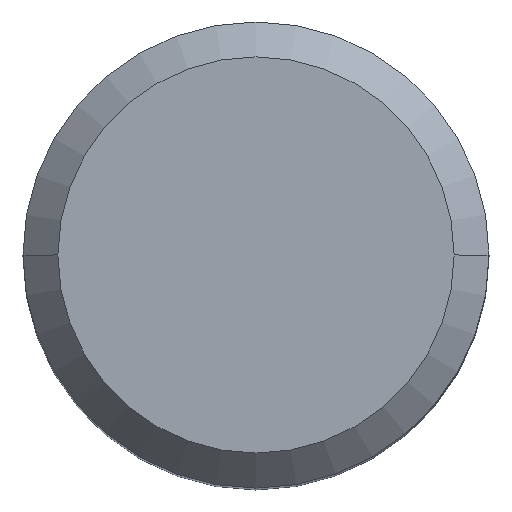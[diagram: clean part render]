
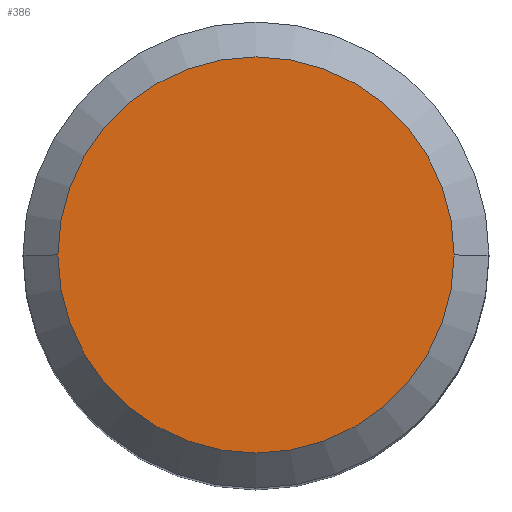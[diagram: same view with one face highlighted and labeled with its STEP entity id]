
A CAD part, top view. The second image highlights one B-rep face of the part: STEP entity #386.
In plain terms, the highlighted planar face has unit normal (0, 0, 1).
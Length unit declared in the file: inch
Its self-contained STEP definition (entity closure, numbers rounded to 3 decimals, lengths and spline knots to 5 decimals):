
#39 = DIRECTION ( 'NONE',  ( -1., 0., 0. ) ) ;
#50 = VERTEX_POINT ( 'NONE', #391 ) ;
#84 = EDGE_CURVE ( 'NONE', #324, #50, #361, .T. ) ;
#98 = DIRECTION ( 'NONE',  ( 1., 0., 0. ) ) ;
#115 = EDGE_LOOP ( 'NONE', ( #483, #321 ) ) ;
#129 = CARTESIAN_POINT ( 'NONE',  ( 0.33465, 0., 0. ) ) ;
#146 = DIRECTION ( 'NONE',  ( 0., 0., 1. ) ) ;
#154 = DIRECTION ( 'NONE',  ( 0., 0., -1. ) ) ;
#211 = EDGE_CURVE ( 'NONE', #50, #324, #416, .T. ) ;
#215 = DIRECTION ( 'NONE',  ( 1., 0., 0. ) ) ;
#228 = PLANE ( 'NONE',  #350 ) ;
#258 = AXIS2_PLACEMENT_3D ( 'NONE', #405, #373, #215 ) ;
#319 = CARTESIAN_POINT ( 'NONE',  ( 0., 0., 0. ) ) ;
#321 = ORIENTED_EDGE ( 'NONE', *, *, #84, .T. ) ;
#324 = VERTEX_POINT ( 'NONE', #129 ) ;
#350 = AXIS2_PLACEMENT_3D ( 'NONE', #382, #154, #39 ) ;
#361 = CIRCLE ( 'NONE', #258, 0.33465 ) ;
#373 = DIRECTION ( 'NONE',  ( 0., 0., 1. ) ) ;
#375 = FACE_OUTER_BOUND ( 'NONE', #115, .T. ) ;
#382 = CARTESIAN_POINT ( 'NONE',  ( 0., 0., 0. ) ) ;
#386 = ADVANCED_FACE ( 'NONE', ( #375 ), #228, .F. ) ;
#391 = CARTESIAN_POINT ( 'NONE',  ( -0.33465, 0., 0. ) ) ;
#405 = CARTESIAN_POINT ( 'NONE',  ( 0., 0., 0. ) ) ;
#416 = CIRCLE ( 'NONE', #464, 0.33465 ) ;
#464 = AXIS2_PLACEMENT_3D ( 'NONE', #319, #146, #98 ) ;
#483 = ORIENTED_EDGE ( 'NONE', *, *, #211, .T. ) ;
